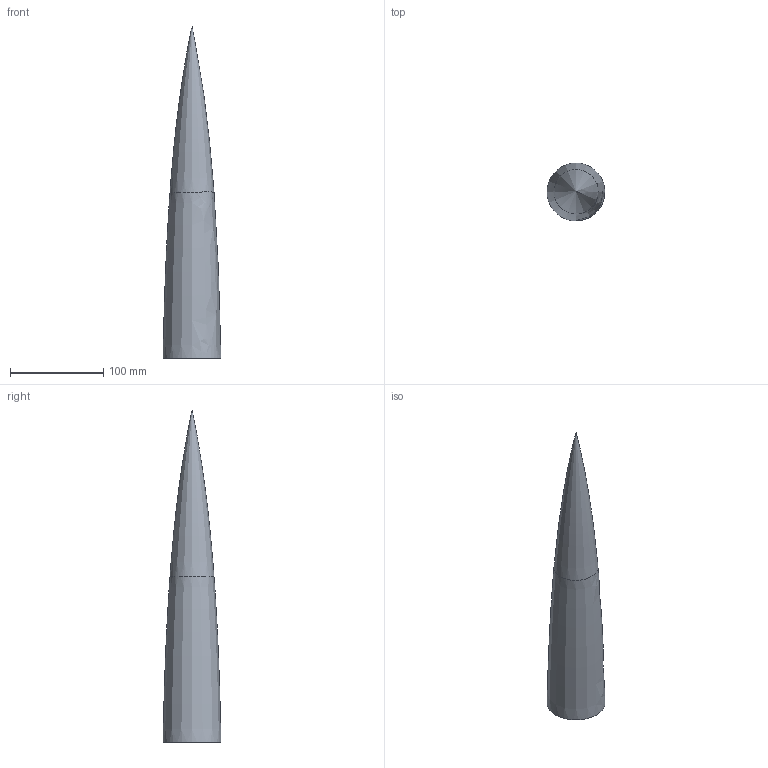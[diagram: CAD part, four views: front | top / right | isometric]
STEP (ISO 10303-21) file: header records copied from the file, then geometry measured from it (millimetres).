
FILE_DESCRIPTION(/* description */ (''),/* implementation_level */ '2;1');
FILE_NAME(/* name */ 'RocketNose v1.step',/* time_stamp */ '2025-07-25T21:26:42-07:00',/* author */ (''),/* organization */ (''),/* preprocessor_version */ 'ST-DEVELOPER v20.1',/* originating_system */ 'Autodesk Translation Framework v14.10.0.0',/* authorisation */ '');
FILE_SCHEMA (('AUTOMOTIVE_DESIGN { 1 0 10303 214 3 1 1 }'));
Length unit declared in the file: millimetre
Products named in the file (1): RocketNose
Bounding box: 62 x 62 x 355.6 mm (x, y, z)
Volume: 214878.6 mm3; surface area: 85713.6 mm2
Topology: 2 solids, 2 shells, 7 faces, 12 edges, 8 vertices
Faces by surface type: bspline 4, plane 3
Entity records: 884 total; most frequent: CARTESIAN_POINT 752, ORIENTED_EDGE 20, DIRECTION 12, EDGE_LOOP 10, EDGE_CURVE 10, VERTEX_POINT 8, FACE_OUTER_BOUND 7, ADVANCED_FACE 7
